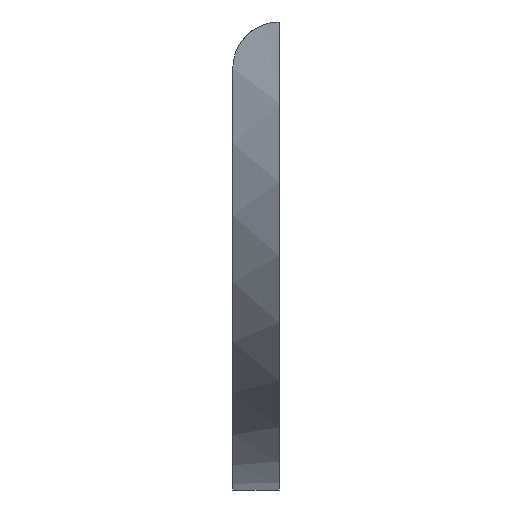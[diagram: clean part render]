
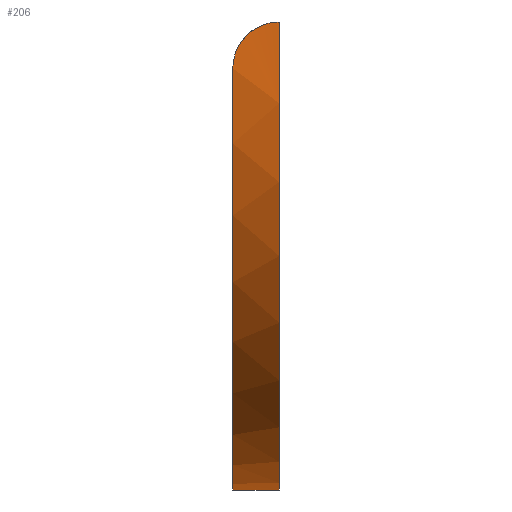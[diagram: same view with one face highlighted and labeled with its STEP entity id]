
A CAD part, left-side view. The second image highlights one B-rep face of the part: STEP entity #206.
In plain terms, the highlighted cylindrical face has radius 1010 mm (diameter 2020 mm), a partial arc.
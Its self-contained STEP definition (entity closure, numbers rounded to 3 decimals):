
#2 = CARTESIAN_POINT ( 'NONE',  ( -1005.674, 99.838, -93.44 ) ) ;
#3 = EDGE_CURVE ( 'NONE', #105, #114, #217, .T. ) ;
#9 = EDGE_LOOP ( 'NONE', ( #269, #192, #451, #212 ) ) ;
#11 = AXIS2_PLACEMENT_3D ( 'NONE', #51, #162, #170 ) ;
#12 = CARTESIAN_POINT ( 'NONE',  ( -1010., 0., 0. ) ) ;
#21 = B_SPLINE_CURVE_WITH_KNOTS ( 'NONE', 3,
 ( #412, #109, #362, #483, #323, #401, #326, #444, #441, #282, #143, #152, #245, #71, #211, #471, #148, #27, #252, #73, #408, #218, #180, #365, #293, #67, #219, #286, #439, #247, #221, #38, #112, #403, #253, #337, #455, #43, #40, #160, #196, #190, #373, #2, #118, #197 ),
 .UNSPECIFIED., .F., .F.,
 ( 4, 2, 2, 2, 2, 2, 2, 2, 2, 2, 2, 2, 2, 2, 2, 2, 2, 2, 2, 2, 2, 2, 4 ),
 ( 0., 0.01, 0.02, 0.029, 0.032, 0.034, 0.039, 0.049, 0.059, 0.064, 0.066, 0.068, 0.078, 0.088, 0.098, 0.103, 0.108, 0.117, 0.127, 0.132, 0.137, 0.147, 0.156 ),
 .UNSPECIFIED. ) ;
#27 = CARTESIAN_POINT ( 'NONE',  ( -1009.844, 56.902, -17.751 ) ) ;
#31 = CYLINDRICAL_SURFACE ( 'NONE', #309, 1010. ) ;
#36 = DIRECTION ( 'NONE',  ( 0., -1., 0. ) ) ;
#38 = CARTESIAN_POINT ( 'NONE',  ( -1008.762, 86.631, -50.022 ) ) ;
#40 = CARTESIAN_POINT ( 'NONE',  ( -1007.282, 96.591, -74.06 ) ) ;
#43 = CARTESIAN_POINT ( 'NONE',  ( -1007.397, 96.153, -72.483 ) ) ;
#51 = CARTESIAN_POINT ( 'NONE',  ( 0., 0., 0. ) ) ;
#67 = CARTESIAN_POINT ( 'NONE',  ( -1009.507, 73.044, -31.625 ) ) ;
#69 = AXIS2_PLACEMENT_3D ( 'NONE', #231, #154, #230 ) ;
#71 = CARTESIAN_POINT ( 'NONE',  ( -1009.962, 41.332, -8.883 ) ) ;
#73 = CARTESIAN_POINT ( 'NONE',  ( -1009.799, 60.221, -20.162 ) ) ;
#105 = VERTEX_POINT ( 'NONE', #319 ) ;
#109 = CARTESIAN_POINT ( 'NONE',  ( -1010., 3.305, 0. ) ) ;
#112 = CARTESIAN_POINT ( 'NONE',  ( -1008.69, 87.439, -51.449 ) ) ;
#114 = VERTEX_POINT ( 'NONE', #177 ) ;
#118 = CARTESIAN_POINT ( 'NONE',  ( -1005.364, 100., -96.712 ) ) ;
#131 = CIRCLE ( 'NONE', #11, 1010. ) ;
#143 = CARTESIAN_POINT ( 'NONE',  ( -1009.985, 32.925, -5.572 ) ) ;
#148 = CARTESIAN_POINT ( 'NONE',  ( -1009.89, 52.825, -15.028 ) ) ;
#152 = CARTESIAN_POINT ( 'NONE',  ( -1009.98, 35.256, -6.406 ) ) ;
#154 = DIRECTION ( 'NONE',  ( 0., 1., 0. ) ) ;
#160 = CARTESIAN_POINT ( 'NONE',  ( -1007.043, 97.391, -77.245 ) ) ;
#162 = DIRECTION ( 'NONE',  ( 0., 1., 0. ) ) ;
#170 = DIRECTION ( 'NONE',  ( 1., 0., 0. ) ) ;
#177 = CARTESIAN_POINT ( 'NONE',  ( 0., 0., -1010. ) ) ;
#178 = DIRECTION ( 'NONE',  ( 0., -1., 0. ) ) ;
#180 = CARTESIAN_POINT ( 'NONE',  ( -1009.756, 62.822, -22.192 ) ) ;
#190 = CARTESIAN_POINT ( 'NONE',  ( -1006.532, 98.716, -83.69 ) ) ;
#192 = ORIENTED_EDGE ( 'NONE', *, *, #3, .T. ) ;
#196 = CARTESIAN_POINT ( 'NONE',  ( -1006.918, 97.753, -78.856 ) ) ;
#197 = CARTESIAN_POINT ( 'NONE',  ( -1005.037, 100., -100. ) ) ;
#206 = ADVANCED_FACE ( 'NONE', ( #329 ), #31, .T. ) ;
#211 = CARTESIAN_POINT ( 'NONE',  ( -1009.949, 44.282, -10.28 ) ) ;
#212 = ORIENTED_EDGE ( 'NONE', *, *, #272, .T. ) ;
#217 = LINE ( 'NONE', #292, #470 ) ;
#218 = CARTESIAN_POINT ( 'NONE',  ( -1009.768, 62.176, -21.675 ) ) ;
#219 = CARTESIAN_POINT ( 'NONE',  ( -1009.429, 75.231, -34.038 ) ) ;
#221 = CARTESIAN_POINT ( 'NONE',  ( -1008.898, 84.939, -47.198 ) ) ;
#230 = DIRECTION ( 'NONE',  ( 1., 0., 0. ) ) ;
#231 = CARTESIAN_POINT ( 'NONE',  ( 0., 100., 0. ) ) ;
#245 = CARTESIAN_POINT ( 'NONE',  ( -1009.976, 36.79, -6.999 ) ) ;
#247 = CARTESIAN_POINT ( 'NONE',  ( -1008.962, 84.054, -45.801 ) ) ;
#249 = DIRECTION ( 'NONE',  ( 0., 0., -1. ) ) ;
#252 = CARTESIAN_POINT ( 'NONE',  ( -1009.827, 58.241, -18.694 ) ) ;
#253 = CARTESIAN_POINT ( 'NONE',  ( -1008.296, 91.141, -58.722 ) ) ;
#269 = ORIENTED_EDGE ( 'NONE', *, *, #279, .F. ) ;
#271 = CIRCLE ( 'NONE', #69, 1010. ) ;
#272 = EDGE_CURVE ( 'NONE', #454, #304, #21, .T. ) ;
#279 = EDGE_CURVE ( 'NONE', #105, #304, #271, .T. ) ;
#282 = CARTESIAN_POINT ( 'NONE',  ( -1009.986, 32.143, -5.303 ) ) ;
#286 = CARTESIAN_POINT ( 'NONE',  ( -1009.247, 79.366, -39.077 ) ) ;
#292 = CARTESIAN_POINT ( 'NONE',  ( 0., 100., -1010. ) ) ;
#293 = CARTESIAN_POINT ( 'NONE',  ( -1009.641, 68.432, -27.009 ) ) ;
#304 = VERTEX_POINT ( 'NONE', #335 ) ;
#309 = AXIS2_PLACEMENT_3D ( 'NONE', #331, #178, #249 ) ;
#319 = CARTESIAN_POINT ( 'NONE',  ( 0., 100., -1010. ) ) ;
#323 = CARTESIAN_POINT ( 'NONE',  ( -1009.999, 16.304, -1.284 ) ) ;
#326 = CARTESIAN_POINT ( 'NONE',  ( -1009.995, 25.867, -3.348 ) ) ;
#329 = FACE_OUTER_BOUND ( 'NONE', #9, .T. ) ;
#331 = CARTESIAN_POINT ( 'NONE',  ( 0., 100., 0. ) ) ;
#335 = CARTESIAN_POINT ( 'NONE',  ( -1005.037, 100., -100. ) ) ;
#337 = CARTESIAN_POINT ( 'NONE',  ( -1007.928, 93.631, -64.732 ) ) ;
#362 = CARTESIAN_POINT ( 'NONE',  ( -1010., 6.581, -0.163 ) ) ;
#365 = CARTESIAN_POINT ( 'NONE',  ( -1009.697, 66.007, -24.807 ) ) ;
#373 = CARTESIAN_POINT ( 'NONE',  ( -1006.257, 99.196, -86.929 ) ) ;
#401 = CARTESIAN_POINT ( 'NONE',  ( -1009.997, 22.697, -2.555 ) ) ;
#403 = CARTESIAN_POINT ( 'NONE',  ( -1008.463, 89.75, -55.777 ) ) ;
#408 = CARTESIAN_POINT ( 'NONE',  ( -1009.789, 60.876, -20.66 ) ) ;
#412 = CARTESIAN_POINT ( 'NONE',  ( -1010., 0., 0. ) ) ;
#420 = EDGE_CURVE ( 'NONE', #114, #454, #131, .T. ) ;
#439 = CARTESIAN_POINT ( 'NONE',  ( -1009.142, 81.315, -41.701 ) ) ;
#441 = CARTESIAN_POINT ( 'NONE',  ( -1009.989, 30.579, -4.786 ) ) ;
#444 = CARTESIAN_POINT ( 'NONE',  ( -1009.99, 29.795, -4.538 ) ) ;
#451 = ORIENTED_EDGE ( 'NONE', *, *, #420, .T. ) ;
#454 = VERTEX_POINT ( 'NONE', #12 ) ;
#455 = CARTESIAN_POINT ( 'NONE',  ( -1007.727, 94.729, -67.796 ) ) ;
#470 = VECTOR ( 'NONE', #36, 1000. ) ;
#471 = CARTESIAN_POINT ( 'NONE',  ( -1009.913, 50.029, -13.353 ) ) ;
#483 = CARTESIAN_POINT ( 'NONE',  ( -1010., 13.081, -0.806 ) ) ;
